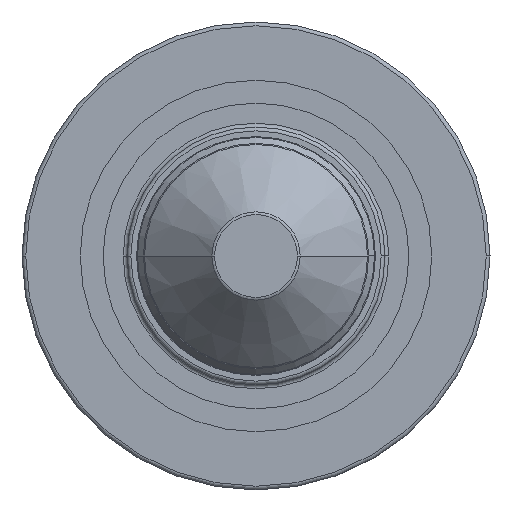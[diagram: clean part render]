
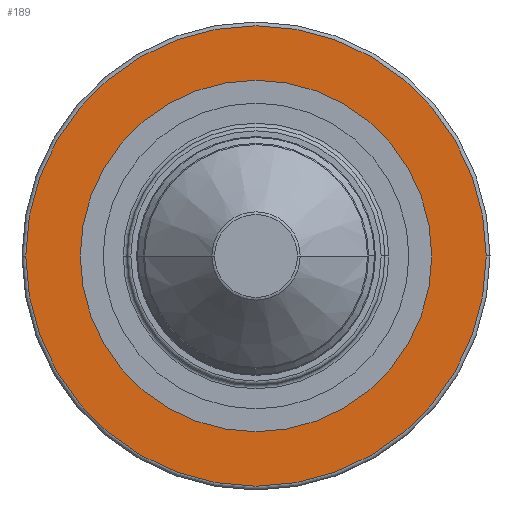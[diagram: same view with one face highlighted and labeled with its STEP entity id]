
A CAD part, front view. The second image highlights one B-rep face of the part: STEP entity #189.
In plain terms, the highlighted planar face has unit normal (0, -1, 0).
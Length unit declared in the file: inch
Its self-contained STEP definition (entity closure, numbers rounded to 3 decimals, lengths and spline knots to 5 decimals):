
#4 = EDGE_CURVE ( 'NONE', #1111, #1110, #1773, .T. ) ;
#8 = EDGE_CURVE ( 'NONE', #1107, #1106, #1768, .T. ) ;
#76 = AXIS2_PLACEMENT_3D ( 'NONE', #1078, #1077, #1076 ) ;
#81 = AXIS2_PLACEMENT_3D ( 'NONE', #1069, #1067, #1066 ) ;
#123 = EDGE_CURVE ( 'NONE', #1110, #1111, #1679, .T. ) ;
#124 = EDGE_CURVE ( 'NONE', #1106, #1107, #1712, .T. ) ;
#189 = ADVANCED_FACE ( 'NONE', ( #870, #884 ), #1408, .F. ) ;
#303 = EDGE_LOOP ( 'NONE', ( #362, #396 ) ) ;
#362 = ORIENTED_EDGE ( 'NONE', *, *, #124, .T. ) ;
#363 = ORIENTED_EDGE ( 'NONE', *, *, #4, .T. ) ;
#395 = ORIENTED_EDGE ( 'NONE', *, *, #123, .T. ) ;
#396 = ORIENTED_EDGE ( 'NONE', *, *, #8, .T. ) ;
#403 = EDGE_LOOP ( 'NONE', ( #395, #363 ) ) ;
#628 = AXIS2_PLACEMENT_3D ( 'NONE', #1171, #1164, #1631 ) ;
#629 = AXIS2_PLACEMENT_3D ( 'NONE', #1168, #1628, #1627 ) ;
#698 = AXIS2_PLACEMENT_3D ( 'NONE', #1409, #1406, #1405 ) ;
#870 = FACE_OUTER_BOUND ( 'NONE', #403, .T. ) ;
#884 = FACE_BOUND ( 'NONE', #303, .T. ) ;
#1066 = DIRECTION ( 'NONE',  ( -1., 0., 0. ) ) ;
#1067 = DIRECTION ( 'NONE',  ( 0., 1., 0. ) ) ;
#1069 = CARTESIAN_POINT ( 'NONE',  ( 0., 0.5625, 0. ) ) ;
#1076 = DIRECTION ( 'NONE',  ( -1., 0., 0. ) ) ;
#1077 = DIRECTION ( 'NONE',  ( 0., -1., 0. ) ) ;
#1078 = CARTESIAN_POINT ( 'NONE',  ( 0., 0.5625, 0. ) ) ;
#1106 = VERTEX_POINT ( 'NONE', #1274 ) ;
#1107 = VERTEX_POINT ( 'NONE', #1273 ) ;
#1110 = VERTEX_POINT ( 'NONE', #1270 ) ;
#1111 = VERTEX_POINT ( 'NONE', #1269 ) ;
#1164 = DIRECTION ( 'NONE',  ( 0., -1., 0. ) ) ;
#1168 = CARTESIAN_POINT ( 'NONE',  ( 0., 0.5625, 0. ) ) ;
#1171 = CARTESIAN_POINT ( 'NONE',  ( 0., 0.5625, 0. ) ) ;
#1269 = CARTESIAN_POINT ( 'NONE',  ( 0.1205, 0.5625, 0. ) ) ;
#1270 = CARTESIAN_POINT ( 'NONE',  ( -0.1205, 0.5625, 0. ) ) ;
#1273 = CARTESIAN_POINT ( 'NONE',  ( 0.092, 0.5625, 0. ) ) ;
#1274 = CARTESIAN_POINT ( 'NONE',  ( -0.092, 0.5625, 0. ) ) ;
#1405 = DIRECTION ( 'NONE',  ( -1., 0., 0. ) ) ;
#1406 = DIRECTION ( 'NONE',  ( 0., 1., 0. ) ) ;
#1408 = PLANE ( 'NONE',  #698 ) ;
#1409 = CARTESIAN_POINT ( 'NONE',  ( 0.092, 0.5625, 0. ) ) ;
#1627 = DIRECTION ( 'NONE',  ( -1., 0., 0. ) ) ;
#1628 = DIRECTION ( 'NONE',  ( 0., 1., 0. ) ) ;
#1631 = DIRECTION ( 'NONE',  ( -1., 0., 0. ) ) ;
#1679 = CIRCLE ( 'NONE', #628, 0.1205 ) ;
#1712 = CIRCLE ( 'NONE', #629, 0.092 ) ;
#1768 = CIRCLE ( 'NONE', #81, 0.092 ) ;
#1773 = CIRCLE ( 'NONE', #76, 0.1205 ) ;
